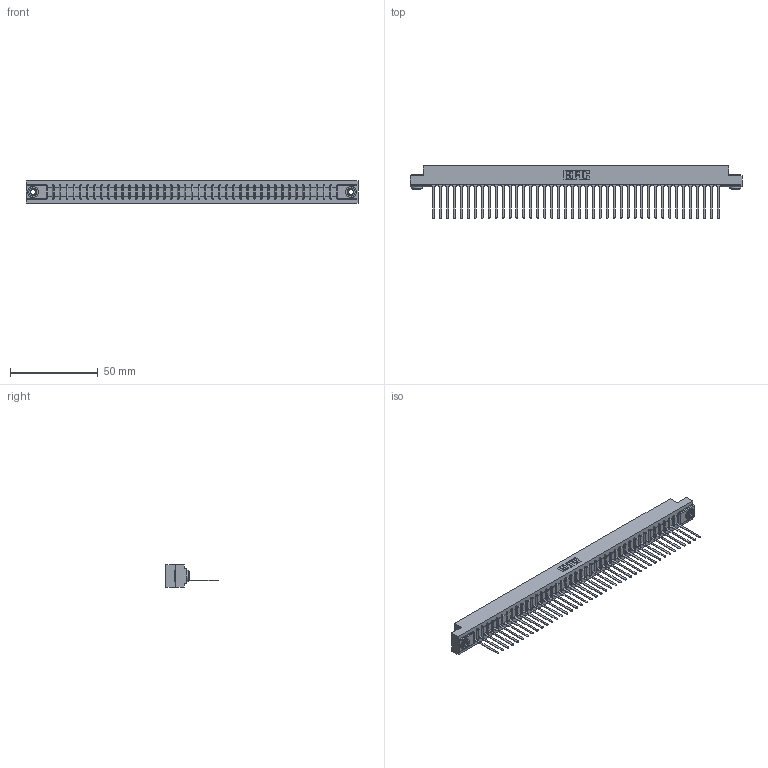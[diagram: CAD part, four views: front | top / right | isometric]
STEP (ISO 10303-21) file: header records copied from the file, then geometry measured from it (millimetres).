
FILE_DESCRIPTION (( 'STEP AP203' ), '1' );
FILE_NAME ('357-042-545-103.STEP', '2019-09-14T16:22:20', ( '' ), ( '' ), 'SwSTEP 2.0', 'SolidWorks 2016', '' );
FILE_SCHEMA (( 'CONFIG_CONTROL_DESIGN' ));
Length unit declared in the file: inch
Products named in the file (4): 307-290-001_545; 345-250-002_345-250-002-102; 357-042-545-103; 307 Part_.156 Dia Mounting Holes
Assembly tree (45 placements, depth 2):
  357-042-545-103
    307 Part_.156 Dia Mounting Holes
    307-290-001_545  x42
    345-250-002_345-250-002-102  x2
Bounding box: 189.43 x 30 x 12.7 mm (x, y, z)
Volume: 19837.9 mm3; surface area: 22366.8 mm2
Topology: 45 solids, 45 shells, 2565 faces, 7239 edges, 4650 vertices
Faces by surface type: plane 1648, cylinder 823, sphere 86, cone 8
Entity records: 37039 total; most frequent: CARTESIAN_POINT 6217, ORIENTED_EDGE 6194, DIRECTION 6061, EDGE_CURVE 3097, LINE 2369, VECTOR 2369, VERTEX_POINT 2002, AXIS2_PLACEMENT_3D 1846
